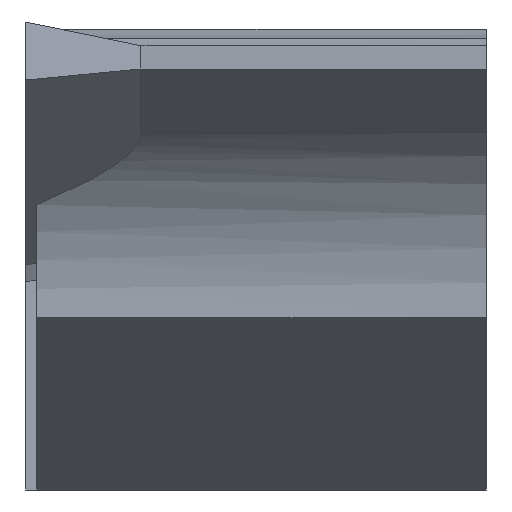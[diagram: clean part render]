
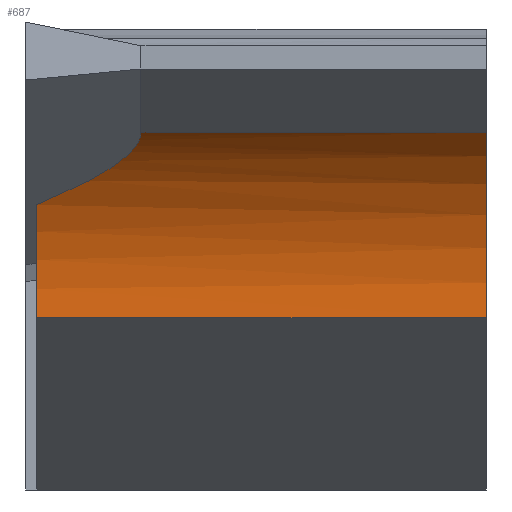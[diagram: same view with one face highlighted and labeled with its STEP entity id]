
A CAD part, left-side view. The second image highlights one B-rep face of the part: STEP entity #687.
In plain terms, the highlighted cylindrical face has radius 6 mm (diameter 12 mm), a partial arc.
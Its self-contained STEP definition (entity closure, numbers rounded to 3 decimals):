
#14 = VERTEX_POINT ( 'NONE', #386 ) ;
#25 = ORIENTED_EDGE ( 'NONE', *, *, #699, .F. ) ;
#47 = CARTESIAN_POINT ( 'NONE',  ( 3.897, -0.3, -4.842 ) ) ;
#102 = AXIS2_PLACEMENT_3D ( 'NONE', #769, #306, #697 ) ;
#116 = CIRCLE ( 'NONE', #102, 6. ) ;
#138 = DIRECTION ( 'NONE',  ( 0., -1., 0. ) ) ;
#144 = VERTEX_POINT ( 'NONE', #671 ) ;
#178 = ORIENTED_EDGE ( 'NONE', *, *, #484, .F. ) ;
#186 = VERTEX_POINT ( 'NONE', #445 ) ;
#206 = CYLINDRICAL_SURFACE ( 'NONE', #483, 6. ) ;
#214 = CARTESIAN_POINT ( 'NONE',  ( 2.94, -3.18, -3.384 ) ) ;
#217 = ORIENTED_EDGE ( 'NONE', *, *, #243, .T. ) ;
#218 = DIRECTION ( 'NONE',  ( 0., -1., 0. ) ) ;
#243 = EDGE_CURVE ( 'NONE', #784, #144, #746, .T. ) ;
#273 = AXIS2_PLACEMENT_3D ( 'NONE', #602, #138, #537 ) ;
#283 = CIRCLE ( 'NONE', #273, 6. ) ;
#306 = DIRECTION ( 'NONE',  ( 0., -1., 0. ) ) ;
#311 = DIRECTION ( 'NONE',  ( 0., -1., 0. ) ) ;
#319 = EDGE_LOOP ( 'NONE', ( #25, #640, #217, #726, #178 ) ) ;
#348 = CARTESIAN_POINT ( 'NONE',  ( 3.498, -2.205, -4.061 ) ) ;
#351 = CARTESIAN_POINT ( 'NONE',  ( -1.446, 127., -7.571 ) ) ;
#386 = CARTESIAN_POINT ( 'NONE',  ( 2.248, -3.18, -2.843 ) ) ;
#401 = CARTESIAN_POINT ( 'NONE',  ( 4.541, 127., -7.957 ) ) ;
#445 = CARTESIAN_POINT ( 'NONE',  ( 2.248, -12.7, -2.843 ) ) ;
#483 = AXIS2_PLACEMENT_3D ( 'NONE', #351, #218, #614 ) ;
#484 = EDGE_CURVE ( 'NONE', #14, #186, #539, .T. ) ;
#507 = CARTESIAN_POINT ( 'NONE',  ( 2.248, 127., -2.843 ) ) ;
#514 = EDGE_CURVE ( 'NONE', #784, #862, #116, .T. ) ;
#537 = DIRECTION ( 'NONE',  ( 0., 0., -1. ) ) ;
#539 = LINE ( 'NONE', #507, #869 ) ;
#553 =( BOUNDED_CURVE ( )  B_SPLINE_CURVE ( 3, ( #745, #348, #214, #612 ),
 .UNSPECIFIED., .F., .F. ) 
 B_SPLINE_CURVE_WITH_KNOTS ( ( 4, 4 ),
 ( 5.848, 6.283 ),
 .UNSPECIFIED. ) 
 CURVE ( )  GEOMETRIC_REPRESENTATION_ITEM ( )  RATIONAL_B_SPLINE_CURVE ( ( 1., 0.984, 0.984, 1. ) ) 
 REPRESENTATION_ITEM ( '' )  );
#558 = FACE_OUTER_BOUND ( 'NONE', #319, .T. ) ;
#570 = VECTOR ( 'NONE', #634, 1000. ) ;
#602 = CARTESIAN_POINT ( 'NONE',  ( -1.446, -12.7, -7.571 ) ) ;
#612 = CARTESIAN_POINT ( 'NONE',  ( 2.248, -3.18, -2.843 ) ) ;
#614 = DIRECTION ( 'NONE',  ( 0., 0., -1. ) ) ;
#634 = DIRECTION ( 'NONE',  ( 0., -1., 0. ) ) ;
#640 = ORIENTED_EDGE ( 'NONE', *, *, #514, .F. ) ;
#671 = CARTESIAN_POINT ( 'NONE',  ( 4.541, -12.7, -7.957 ) ) ;
#687 = ADVANCED_FACE ( 'NONE', ( #558 ), #206, .F. ) ;
#697 = DIRECTION ( 'NONE',  ( 0., 0., 1. ) ) ;
#699 = EDGE_CURVE ( 'NONE', #862, #14, #553, .T. ) ;
#726 = ORIENTED_EDGE ( 'NONE', *, *, #762, .T. ) ;
#733 = CARTESIAN_POINT ( 'NONE',  ( 4.541, -0.3, -7.957 ) ) ;
#745 = CARTESIAN_POINT ( 'NONE',  ( 3.897, -0.3, -4.842 ) ) ;
#746 = LINE ( 'NONE', #401, #570 ) ;
#762 = EDGE_CURVE ( 'NONE', #144, #186, #283, .T. ) ;
#769 = CARTESIAN_POINT ( 'NONE',  ( -1.446, -0.3, -7.571 ) ) ;
#784 = VERTEX_POINT ( 'NONE', #733 ) ;
#862 = VERTEX_POINT ( 'NONE', #47 ) ;
#869 = VECTOR ( 'NONE', #311, 1000. ) ;
